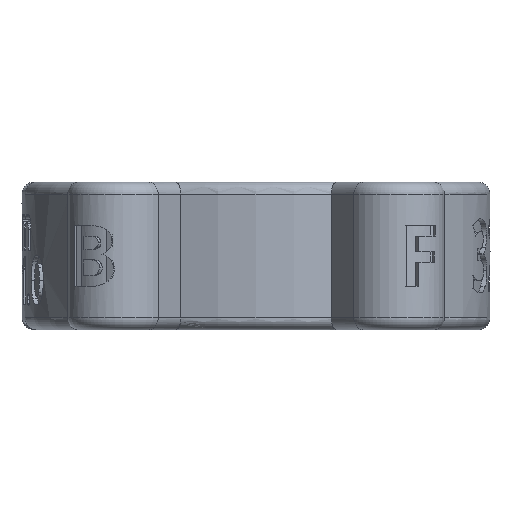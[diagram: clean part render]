
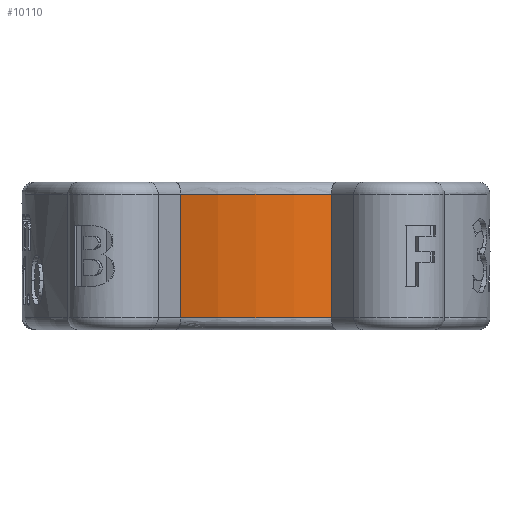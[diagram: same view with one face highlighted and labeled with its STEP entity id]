
A CAD part, front view. The second image highlights one B-rep face of the part: STEP entity #10110.
In plain terms, the highlighted cylindrical face has radius 19 mm (diameter 38 mm), a partial arc.
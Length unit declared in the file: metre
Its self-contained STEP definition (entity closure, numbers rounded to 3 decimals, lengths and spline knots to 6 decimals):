
#636=CIRCLE('',#10858,0.019);
#637=CIRCLE('',#10859,0.019);
#889=LINE('',#15024,#1603);
#890=LINE('',#15029,#1604);
#1603=VECTOR('',#11772,1.);
#1604=VECTOR('',#11775,1.);
#2665=ORIENTED_EDGE('',*,*,#5870,.F.);
#2666=ORIENTED_EDGE('',*,*,#5871,.T.);
#2667=ORIENTED_EDGE('',*,*,#5872,.T.);
#2668=ORIENTED_EDGE('',*,*,#5873,.T.);
#5870=EDGE_CURVE('',#7461,#7462,#889,.T.);
#5871=EDGE_CURVE('',#7461,#7463,#636,.F.);
#5872=EDGE_CURVE('',#7463,#7464,#890,.T.);
#5873=EDGE_CURVE('',#7464,#7462,#637,.T.);
#7461=VERTEX_POINT('',#15025);
#7462=VERTEX_POINT('',#15026);
#7463=VERTEX_POINT('',#15028);
#7464=VERTEX_POINT('',#15030);
#8722=EDGE_LOOP('',(#2665,#2666,#2667,#2668));
#9365=FACE_BOUND('',#8722,.T.);
#9975=CYLINDRICAL_SURFACE('',#10857,0.019);
#10110=ADVANCED_FACE('',(#9365),#9975,.T.);
#10857=AXIS2_PLACEMENT_3D('',#15023,#11770,#11771);
#10858=AXIS2_PLACEMENT_3D('',#15027,#11773,#11774);
#10859=AXIS2_PLACEMENT_3D('',#15031,#11776,#11777);
#11770=DIRECTION('',(0.,0.,-1.));
#11771=DIRECTION('',(-1.,0.,0.));
#11772=DIRECTION('',(0.,0.,-1.));
#11773=DIRECTION('',(0.,0.,1.));
#11774=DIRECTION('',(1.,0.,0.));
#11775=DIRECTION('',(0.,0.,-1.));
#11776=DIRECTION('',(0.,0.,1.));
#11777=DIRECTION('',(1.,0.,0.));
#15023=CARTESIAN_POINT('',(0.,0.,0.005));
#15024=CARTESIAN_POINT('',(0.006123,-0.017986,0.005));
#15025=CARTESIAN_POINT('',(0.006123,-0.017986,0.005));
#15026=CARTESIAN_POINT('',(0.006123,-0.017986,-0.005));
#15027=CARTESIAN_POINT('',(0.,0.,0.005));
#15028=CARTESIAN_POINT('',(-0.006123,-0.017986,0.005));
#15029=CARTESIAN_POINT('',(-0.006123,-0.017986,0.005));
#15030=CARTESIAN_POINT('',(-0.006123,-0.017986,-0.005));
#15031=CARTESIAN_POINT('',(0.,0.,-0.005));
